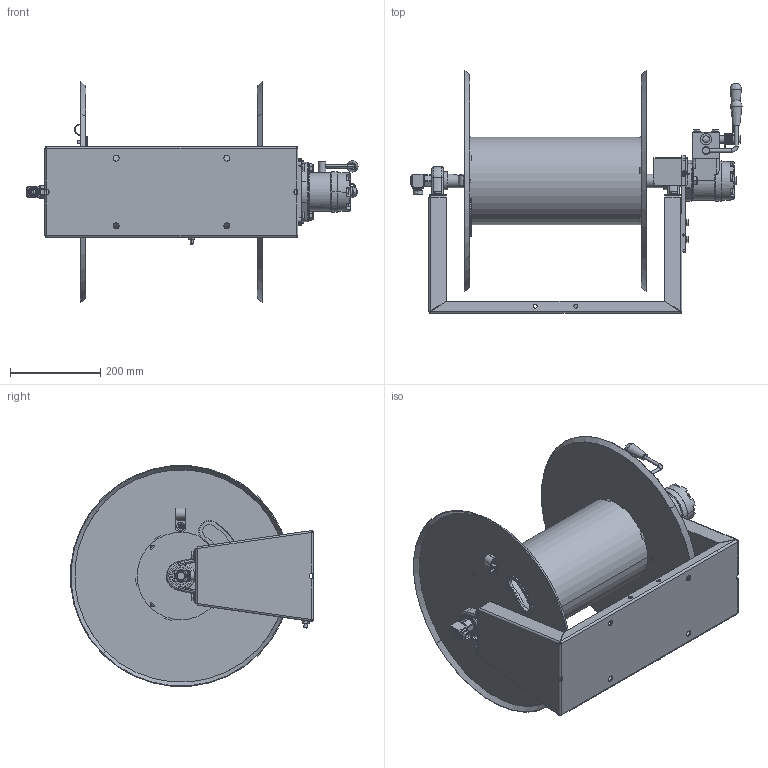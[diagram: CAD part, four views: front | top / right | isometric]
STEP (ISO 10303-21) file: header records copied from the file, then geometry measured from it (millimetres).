
FILE_DESCRIPTION((''),'2;1');
FILE_NAME('330_150_O_ASM','2020-12-23T',('CAD-01'),('CDM'),'PRO/ENGINEER BY PARAMETRIC TECHNOLOGY CORPORATION, 2015030','PRO/ENGINEER BY PARAMETRIC TECHNOLOGY CORPORATION, 2015030','');
FILE_SCHEMA(('CONFIG_CONTROL_DESIGN'));
Products named in the file (1): 330_150_O_ASM
Bounding box: 734.81 x 537.37 x 488.14 mm (x, y, z)
Surface area: 1833685.1 mm2 (no closed solid volume)
Topology: 0 solids, 141 shells, 1028 faces, 3573 edges, 2589 vertices
Faces by surface type: plane 435, cone 257, cylinder 214, bspline 59, torus 45, sphere 18
Entity records: 54400 total; most frequent: CARTESIAN_POINT 17829, DIRECTION 5973, ORIENTED_EDGE 5318, EDGE_CURVE 3555, VERTEX_POINT 2589, AXIS2_PLACEMENT_3D 2265, VECTOR 1443, LINE 1443
